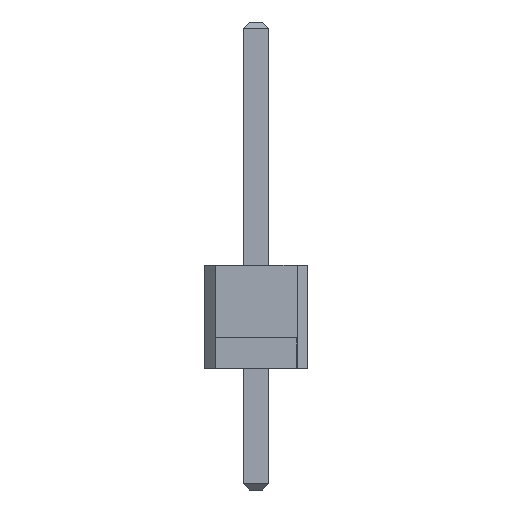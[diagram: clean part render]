
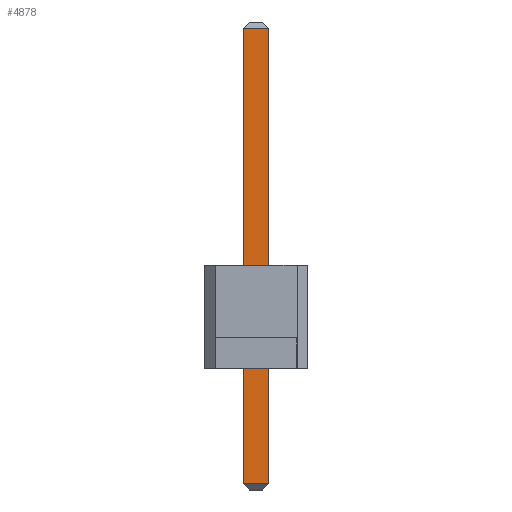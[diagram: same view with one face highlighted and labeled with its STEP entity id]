
A CAD part, front view. The second image highlights one B-rep face of the part: STEP entity #4878.
In plain terms, the highlighted planar face has unit normal (0, -1, 0).
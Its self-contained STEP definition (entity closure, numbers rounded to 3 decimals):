
#108=FACE_OUTER_BOUND('',#408,.T.);
#408=EDGE_LOOP('',(#3329,#3330,#3331,#3332));
#753=LINE('',#6870,#1437);
#760=LINE('',#6883,#1444);
#769=LINE('',#6901,#1453);
#772=LINE('',#6906,#1456);
#1437=VECTOR('',#5573,10.);
#1444=VECTOR('',#5586,10.);
#1453=VECTOR('',#5603,10.);
#1456=VECTOR('',#5610,10.);
#2098=VERTEX_POINT('',#6853);
#2103=VERTEX_POINT('',#6864);
#2107=VERTEX_POINT('',#6882);
#2112=VERTEX_POINT('',#6896);
#2553=EDGE_CURVE('',#2098,#2103,#753,.T.);
#2560=EDGE_CURVE('',#2107,#2103,#760,.T.);
#2569=EDGE_CURVE('',#2107,#2112,#769,.T.);
#2572=EDGE_CURVE('',#2098,#2112,#772,.T.);
#3329=ORIENTED_EDGE('',*,*,#2553,.F.);
#3330=ORIENTED_EDGE('',*,*,#2572,.T.);
#3331=ORIENTED_EDGE('',*,*,#2569,.F.);
#3332=ORIENTED_EDGE('',*,*,#2560,.T.);
#4581=PLANE('',#5206);
#4878=ADVANCED_FACE('',(#108),#4581,.T.);
#5206=AXIS2_PLACEMENT_3D('',#6908,#5613,#5614);
#5573=DIRECTION('',(-1.,0.,0.));
#5586=DIRECTION('',(0.,0.,-1.));
#5603=DIRECTION('',(1.,0.,0.));
#5610=DIRECTION('',(0.,0.,1.));
#5613=DIRECTION('center_axis',(0.,-1.,0.));
#5614=DIRECTION('ref_axis',(0.,0.,-1.));
#6853=CARTESIAN_POINT('',(0.32,-10.48,-2.85));
#6864=CARTESIAN_POINT('',(-0.32,-10.48,-2.85));
#6870=CARTESIAN_POINT('',(0.16,-10.48,-2.85));
#6882=CARTESIAN_POINT('',(-0.32,-10.48,8.39));
#6883=CARTESIAN_POINT('',(-0.32,-10.48,-3.));
#6896=CARTESIAN_POINT('',(0.32,-10.48,8.39));
#6901=CARTESIAN_POINT('',(-0.16,-10.48,8.39));
#6906=CARTESIAN_POINT('',(0.32,-10.48,8.54));
#6908=CARTESIAN_POINT('Origin',(0.,-10.48,2.77));
